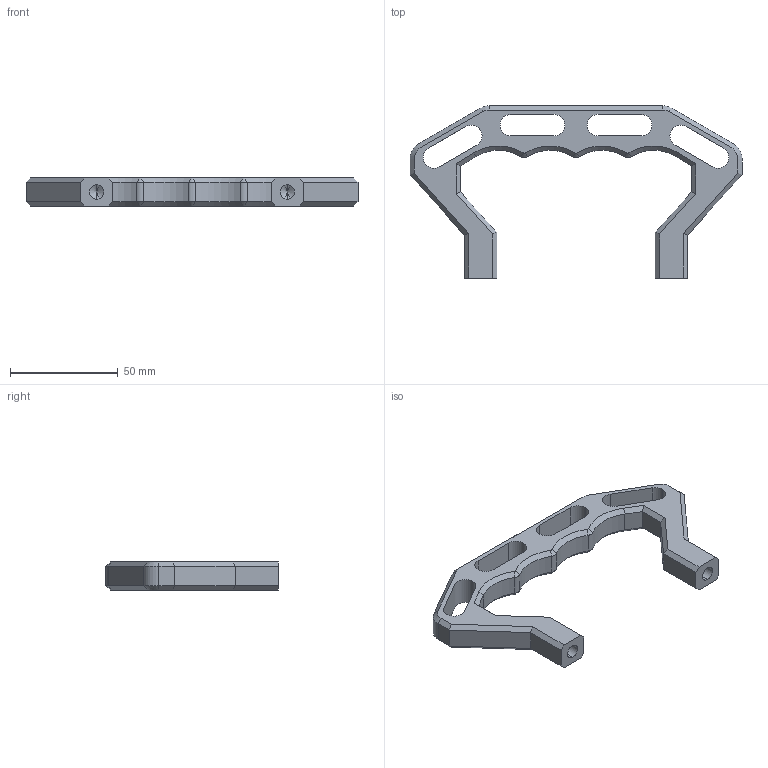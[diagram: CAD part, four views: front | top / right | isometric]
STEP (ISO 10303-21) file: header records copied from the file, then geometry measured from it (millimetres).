
FILE_DESCRIPTION (( 'STEP AP214' ), '1' );
FILE_NAME ('ALTI2-USI-012-A-POIGNEE.STEP', '2021-12-22T16:33:02', ( '' ), ( '' ), 'SwSTEP 2.0', 'SolidWorks 2021', '' );
FILE_SCHEMA (( 'AUTOMOTIVE_DESIGN' ));
Length unit declared in the file: millimetre
Products named in the file (1): ALTI2-USI-012-A-POIGNEE
Bounding box: 154 x 80 x 13 mm (x, y, z)
Volume: 43867.5 mm3; surface area: 17809.1 mm2
Topology: 1 solids, 1 shells, 116 faces, 286 edges, 170 vertices
Faces by surface type: plane 63, cylinder 27, cone 26
Entity records: 3424 total; most frequent: DIRECTION 592, CARTESIAN_POINT 569, ORIENTED_EDGE 564, EDGE_CURVE 282, VECTOR 206, LINE 206, AXIS2_PLACEMENT_3D 193, VERTEX_POINT 170
